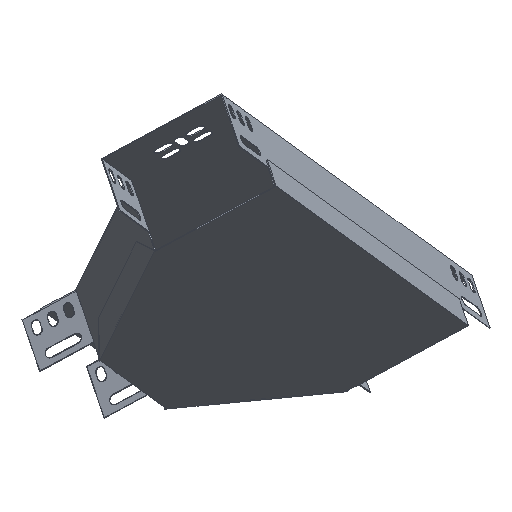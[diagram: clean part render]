
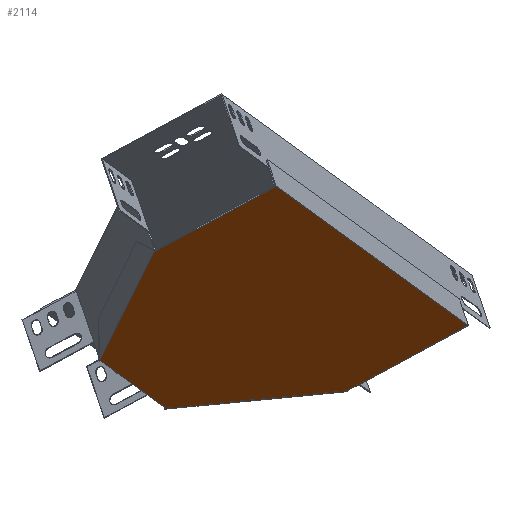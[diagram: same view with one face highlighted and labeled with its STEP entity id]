
A CAD part, front view. The second image highlights one B-rep face of the part: STEP entity #2114.
In plain terms, the highlighted planar face has unit normal (0.283, -0.485, -0.827).
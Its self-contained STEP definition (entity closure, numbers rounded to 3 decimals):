
#25 = CARTESIAN_POINT ( 'NONE',  ( -112.588, 190.684, 73.64 ) ) ;
#89 = CARTESIAN_POINT ( 'NONE',  ( 12.743, 51.166, 198.364 ) ) ;
#124 = VECTOR ( 'NONE', #3544, 1000. ) ;
#132 = DIRECTION ( 'NONE',  ( 0.845, -0.283, 0.455 ) ) ;
#419 = EDGE_CURVE ( 'NONE', #5754, #3273, #4153, .T. ) ;
#506 = CARTESIAN_POINT ( 'NONE',  ( -66.199, 274.302, 40.434 ) ) ;
#598 = EDGE_CURVE ( 'NONE', #2959, #2866, #7412, .T. ) ;
#731 = VECTOR ( 'NONE', #2425, 1000. ) ;
#760 = FACE_OUTER_BOUND ( 'NONE', #6541, .T. ) ;
#779 = VECTOR ( 'NONE', #1660, 1000. ) ;
#781 = LINE ( 'NONE', #2978, #5367 ) ;
#824 = VECTOR ( 'NONE', #1114, 1000. ) ;
#826 = ORIENTED_EDGE ( 'NONE', *, *, #2632, .T. ) ;
#995 = LINE ( 'NONE', #6998, #824 ) ;
#1114 = DIRECTION ( 'NONE',  ( 0.276, -0.785, 0.555 ) ) ;
#1300 = VERTEX_POINT ( 'NONE', #506 ) ;
#1325 = VECTOR ( 'NONE', #5869, 1000. ) ;
#1660 = DIRECTION ( 'NONE',  ( 0.919, 0.385, 0.088 ) ) ;
#1674 = EDGE_CURVE ( 'NONE', #6086, #7207, #7063, .T. ) ;
#1784 = CARTESIAN_POINT ( 'NONE',  ( 12.067, 51.393, 198. ) ) ;
#1958 = ORIENTED_EDGE ( 'NONE', *, *, #419, .F. ) ;
#2063 = ORIENTED_EDGE ( 'NONE', *, *, #1674, .T. ) ;
#2114 = ADVANCED_FACE ( 'NONE', ( #760 ), #4163, .F. ) ;
#2412 = CARTESIAN_POINT ( 'NONE',  ( -112.037, 190.915, 73.693 ) ) ;
#2425 = DIRECTION ( 'NONE',  ( 0.919, 0.385, 0.088 ) ) ;
#2442 = CARTESIAN_POINT ( 'NONE',  ( -73.06, 79.905, 152.162 ) ) ;
#2458 = CARTESIAN_POINT ( 'NONE',  ( -113.635, 191.264, 72.941 ) ) ;
#2459 = CARTESIAN_POINT ( 'NONE',  ( -112.037, 190.915, 73.693 ) ) ;
#2554 = ORIENTED_EDGE ( 'NONE', *, *, #2636, .F. ) ;
#2583 = EDGE_CURVE ( 'NONE', #6086, #1300, #6398, .T. ) ;
#2632 = EDGE_CURVE ( 'NONE', #5361, #3273, #3011, .T. ) ;
#2636 = EDGE_CURVE ( 'NONE', #2959, #5754, #6051, .T. ) ;
#2809 = LINE ( 'NONE', #2412, #5648 ) ;
#2866 = VERTEX_POINT ( 'NONE', #2459 ) ;
#2959 = VERTEX_POINT ( 'NONE', #6508 ) ;
#2969 = CARTESIAN_POINT ( 'NONE',  ( -66.364, 274.773, 40.101 ) ) ;
#2977 = DIRECTION ( 'NONE',  ( 0.455, 0.827, -0.33 ) ) ;
#2978 = CARTESIAN_POINT ( 'NONE',  ( 12.228, 50.23, 198.737 ) ) ;
#3011 = LINE ( 'NONE', #1784, #1325 ) ;
#3034 = DIRECTION ( 'NONE',  ( 0.276, -0.785, 0.555 ) ) ;
#3047 = DIRECTION ( 'NONE',  ( -0.455, -0.827, 0.33 ) ) ;
#3089 = AXIS2_PLACEMENT_3D ( 'NONE', #4732, #6464, #3047 ) ;
#3197 = VECTOR ( 'NONE', #3034, 1000. ) ;
#3209 = ORIENTED_EDGE ( 'NONE', *, *, #598, .T. ) ;
#3242 = CARTESIAN_POINT ( 'NONE',  ( 63.341, 329.84, 52.136 ) ) ;
#3248 = EDGE_CURVE ( 'NONE', #2866, #1300, #2809, .T. ) ;
#3273 = VERTEX_POINT ( 'NONE', #2442 ) ;
#3373 = CARTESIAN_POINT ( 'NONE',  ( 149.529, 300.003, 99.115 ) ) ;
#3471 = CARTESIAN_POINT ( 'NONE',  ( -67.624, 274.966, 39.557 ) ) ;
#3544 = DIRECTION ( 'NONE',  ( 0.276, -0.785, 0.555 ) ) ;
#3564 = CARTESIAN_POINT ( 'NONE',  ( -73.611, 79.674, 152.109 ) ) ;
#3612 = EDGE_CURVE ( 'NONE', #5361, #4110, #781, .T. ) ;
#3685 = ORIENTED_EDGE ( 'NONE', *, *, #2583, .F. ) ;
#4110 = VERTEX_POINT ( 'NONE', #3373 ) ;
#4153 = LINE ( 'NONE', #3564, #731 ) ;
#4163 = PLANE ( 'NONE',  #3089 ) ;
#4473 = VECTOR ( 'NONE', #132, 1000. ) ;
#4525 = CARTESIAN_POINT ( 'NONE',  ( -74.346, 79.366, 152.038 ) ) ;
#4672 = ORIENTED_EDGE ( 'NONE', *, *, #7160, .T. ) ;
#4732 = CARTESIAN_POINT ( 'NONE',  ( -131.681, 246.865, 34.144 ) ) ;
#4964 = CARTESIAN_POINT ( 'NONE',  ( -66.585, 275.401, 39.657 ) ) ;
#5361 = VERTEX_POINT ( 'NONE', #89 ) ;
#5367 = VECTOR ( 'NONE', #7526, 1000. ) ;
#5589 = ORIENTED_EDGE ( 'NONE', *, *, #6583, .T. ) ;
#5648 = VECTOR ( 'NONE', #2977, 1000. ) ;
#5670 = ORIENTED_EDGE ( 'NONE', *, *, #3248, .T. ) ;
#5754 = VERTEX_POINT ( 'NONE', #4525 ) ;
#5815 = CARTESIAN_POINT ( 'NONE',  ( 63.727, 328.741, 52.913 ) ) ;
#5869 = DIRECTION ( 'NONE',  ( -0.845, 0.283, -0.455 ) ) ;
#5951 = DIRECTION ( 'NONE',  ( 0.919, 0.385, 0.088 ) ) ;
#5972 = ORIENTED_EDGE ( 'NONE', *, *, #3612, .F. ) ;
#6021 = LINE ( 'NONE', #7159, #4473 ) ;
#6051 = LINE ( 'NONE', #2458, #3197 ) ;
#6086 = VERTEX_POINT ( 'NONE', #4964 ) ;
#6398 = LINE ( 'NONE', #2969, #124 ) ;
#6464 = DIRECTION ( 'NONE',  ( -0.283, 0.485, 0.827 ) ) ;
#6508 = CARTESIAN_POINT ( 'NONE',  ( -113.323, 190.376, 73.569 ) ) ;
#6541 = EDGE_LOOP ( 'NONE', ( #5670, #3685, #2063, #5589, #4672, #5972, #826, #1958, #2554, #3209 ) ) ;
#6583 = EDGE_CURVE ( 'NONE', #7207, #7014, #995, .T. ) ;
#6998 = CARTESIAN_POINT ( 'NONE',  ( 63.561, 329.212, 52.58 ) ) ;
#7014 = VERTEX_POINT ( 'NONE', #5815 ) ;
#7063 = LINE ( 'NONE', #3471, #779 ) ;
#7159 = CARTESIAN_POINT ( 'NONE',  ( 63.727, 328.741, 52.913 ) ) ;
#7160 = EDGE_CURVE ( 'NONE', #7014, #4110, #6021, .T. ) ;
#7207 = VERTEX_POINT ( 'NONE', #3242 ) ;
#7249 = VECTOR ( 'NONE', #5951, 1000. ) ;
#7412 = LINE ( 'NONE', #25, #7249 ) ;
#7526 = DIRECTION ( 'NONE',  ( 0.455, 0.827, -0.33 ) ) ;
